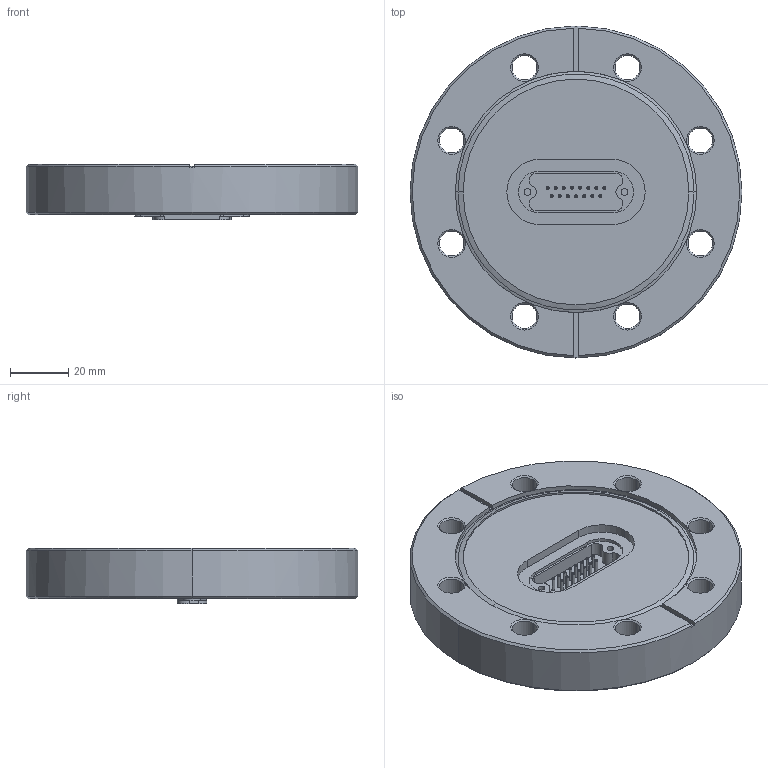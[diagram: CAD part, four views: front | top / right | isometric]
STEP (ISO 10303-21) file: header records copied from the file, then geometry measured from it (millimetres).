
FILE_DESCRIPTION (( 'STEP AP214' ), '1' );
FILE_NAME ('VF15D-63CF.STEP', '2023-09-13T09:58:54', ( '' ), ( '' ), 'SwSTEP 2.0', 'SolidWorks 2023', '' );
FILE_SCHEMA (( 'AUTOMOTIVE_DESIGN' ));
Length unit declared in the file: millimetre
Products named in the file (1): VF15D-63CF
Bounding box: 113.54 x 113.54 x 19.01 mm (x, y, z)
Volume: 153781.2 mm3; surface area: 31459.9 mm2
Topology: 1 solids, 1 shells, 296 faces, 661 edges, 407 vertices
Faces by surface type: cylinder 123, plane 72, torus 60, cone 41
Entity records: 8431 total; most frequent: DIRECTION 1662, CARTESIAN_POINT 1443, ORIENTED_EDGE 1322, AXIS2_PLACEMENT_3D 710, EDGE_CURVE 661, CIRCLE 413, VERTEX_POINT 407, EDGE_LOOP 352
